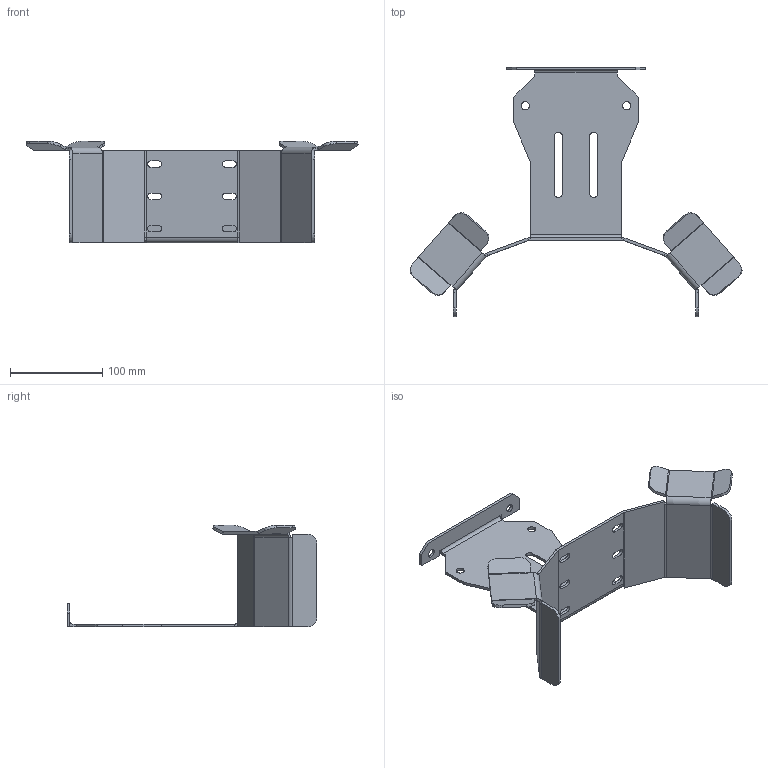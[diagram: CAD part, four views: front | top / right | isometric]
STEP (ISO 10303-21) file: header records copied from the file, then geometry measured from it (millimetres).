
FILE_DESCRIPTION (( 'STEP AP214' ), '1' );
FILE_NAME ('7-9003-6244 Îñíîâàíèå íåïîäâèæíîé êàðåòêè.STEP', '2021-06-02T11:48:32', ( '' ), ( '' ), 'SwSTEP 2.0', 'SolidWorks 2021', '' );
FILE_SCHEMA (( 'AUTOMOTIVE_DESIGN' ));
Length unit declared in the file: millimetre
Products named in the file (1): 7-9003-6244 Îñíîâàíèå íåïîäâèæíîé êàðåòêè
Bounding box: 360.16 x 271 x 110.34 mm (x, y, z)
Volume: 198708.3 mm3; surface area: 139984.9 mm2
Topology: 1 solids, 1 shells, 202 faces, 492 edges, 292 vertices
Faces by surface type: plane 130, cylinder 72
Entity records: 5878 total; most frequent: DIRECTION 1042, CARTESIAN_POINT 987, ORIENTED_EDGE 984, EDGE_CURVE 492, VECTOR 348, LINE 348, AXIS2_PLACEMENT_3D 347, VERTEX_POINT 292
